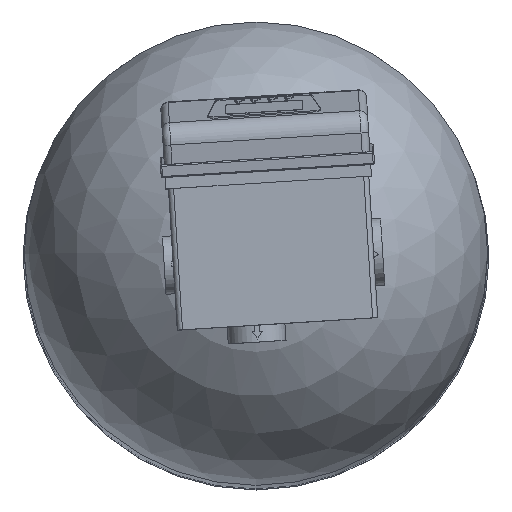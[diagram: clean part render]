
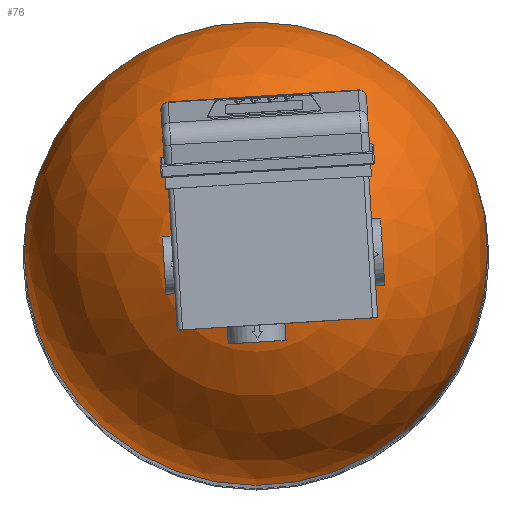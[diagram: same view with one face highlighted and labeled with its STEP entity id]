
A CAD part, top view. The second image highlights one B-rep face of the part: STEP entity #76.
In plain terms, the highlighted spherical face has radius 180 mm.
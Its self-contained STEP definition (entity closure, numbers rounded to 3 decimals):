
#76=ADVANCED_FACE('',(#5404,#5406),#5408,.T.);
#5404=FACE_OUTER_BOUND('',#5405,.T.);
#5405=EDGE_LOOP('',(#9678));
#5406=FACE_OUTER_BOUND('',#5407,.T.);
#5407=EDGE_LOOP('',(#9679));
#5408=SPHERICAL_SURFACE('',#5409,180.);
#5409=AXIS2_PLACEMENT_3D('',#5410,#5411,#5412);
#5410=CARTESIAN_POINT('',(0.,0.,1219.298));
#5411=DIRECTION('',(0.,-0.,-1.));
#5412=DIRECTION('',(-1.,0.,0.));
#9678=ORIENTED_EDGE('',*,*,#12899,.T.);
#9679=ORIENTED_EDGE('',*,*,#12901,.F.);
#12899=EDGE_CURVE('',#14512,#14512,#14513,.T.);
#12901=EDGE_CURVE('',#14516,#14516,#14517,.T.);
#14512=VERTEX_POINT('',#17201);
#14513=CIRCLE('',#17202,38.);
#14516=VERTEX_POINT('',#17211);
#14517=CIRCLE('',#17212,180.);
#17201=CARTESIAN_POINT('',(-38.,0.,1395.241));
#17202=AXIS2_PLACEMENT_3D('',#17203,#17204,#17205);
#17203=CARTESIAN_POINT('',(0.,0.,1395.241));
#17204=DIRECTION('',(0.,0.,-1.));
#17205=DIRECTION('',(-1.,0.,0.));
#17211=CARTESIAN_POINT('',(-180.,0.,1219.298));
#17212=AXIS2_PLACEMENT_3D('',#17213,#17214,#17215);
#17213=CARTESIAN_POINT('',(0.,0.,1219.298));
#17214=DIRECTION('',(0.,0.,-1.));
#17215=DIRECTION('',(-1.,0.,0.));
